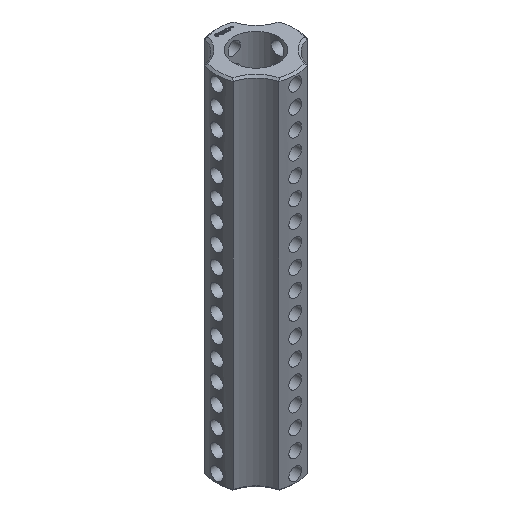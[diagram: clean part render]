
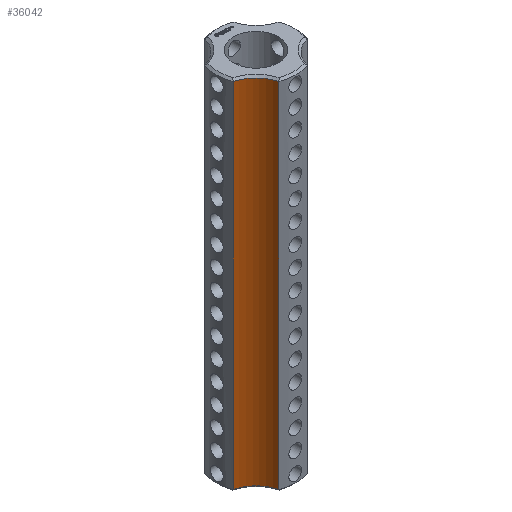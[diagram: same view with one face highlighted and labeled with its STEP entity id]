
A CAD part, isometric view. The second image highlights one B-rep face of the part: STEP entity #36042.
In plain terms, the highlighted cylindrical face has radius 5 mm (diameter 10 mm), a partial arc.
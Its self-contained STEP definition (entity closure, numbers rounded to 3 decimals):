
#3987 = CYLINDRICAL_SURFACE('',#3988,6.25);
#3988 = AXIS2_PLACEMENT_3D('',#3989,#3990,#3991);
#3989 = CARTESIAN_POINT('',(0.,0.,0.));
#3990 = DIRECTION('',(-0.,-0.,-1.));
#3991 = DIRECTION('',(1.,0.,0.));
#8940 = EDGE_CURVE('',#8941,#8943,#8945,.T.);
#8941 = VERTEX_POINT('',#8942);
#8942 = CARTESIAN_POINT('',(-2.225,-5.841,0.3));
#8943 = VERTEX_POINT('',#8944);
#8944 = CARTESIAN_POINT('',(-2.225,-5.841,55.95));
#8945 = SURFACE_CURVE('',#8946,(#8950,#8957),.PCURVE_S1.);
#8946 = LINE('',#8947,#8948);
#8947 = CARTESIAN_POINT('',(-2.225,-5.841,0.));
#8948 = VECTOR('',#8949,1.);
#8949 = DIRECTION('',(0.,0.,1.));
#8950 = PCURVE('',#3987,#8951);
#8951 = DEFINITIONAL_REPRESENTATION('',(#8952),#8956);
#8952 = LINE('',#8953,#8954);
#8953 = CARTESIAN_POINT('',(-4.348,0.));
#8954 = VECTOR('',#8955,1.);
#8955 = DIRECTION('',(-0.,-1.));
#8956 = ( GEOMETRIC_REPRESENTATION_CONTEXT(2) 
PARAMETRIC_REPRESENTATION_CONTEXT() REPRESENTATION_CONTEXT('2D SPACE',''
  ) );
#8957 = PCURVE('',#8958,#8963);
#8958 = CYLINDRICAL_SURFACE('',#8959,5.);
#8959 = AXIS2_PLACEMENT_3D('',#8960,#8961,#8962);
#8960 = CARTESIAN_POINT('',(-7.071,-7.071,0.));
#8961 = DIRECTION('',(-0.,-0.,-1.));
#8962 = DIRECTION('',(1.,0.,0.));
#8963 = DEFINITIONAL_REPRESENTATION('',(#8964),#8968);
#8964 = LINE('',#8965,#8966);
#8965 = CARTESIAN_POINT('',(-0.249,0.));
#8966 = VECTOR('',#8967,1.);
#8967 = DIRECTION('',(-0.,-1.));
#8968 = ( GEOMETRIC_REPRESENTATION_CONTEXT(2) 
PARAMETRIC_REPRESENTATION_CONTEXT() REPRESENTATION_CONTEXT('2D SPACE',''
  ) );
#12038 = CONICAL_SURFACE('',#12039,5.,0.785);
#12039 = AXIS2_PLACEMENT_3D('',#12040,#12041,#12042);
#12040 = CARTESIAN_POINT('',(-7.071,-7.071,0.3));
#12041 = DIRECTION('',(-0.,-0.,-1.));
#12042 = DIRECTION('',(0.969,0.246,0.));
#12240 = CONICAL_SURFACE('',#12241,5.,0.785);
#12241 = AXIS2_PLACEMENT_3D('',#12242,#12243,#12244);
#12242 = CARTESIAN_POINT('',(-7.071,-7.071,55.95));
#12243 = DIRECTION('',(0.,0.,1.));
#12244 = DIRECTION('',(0.969,0.246,0.));
#36042 = ADVANCED_FACE('',(#36043),#8958,.F.);
#36043 = FACE_BOUND('',#36044,.T.);
#36044 = EDGE_LOOP('',(#36045,#36046,#36070,#36098));
#36045 = ORIENTED_EDGE('',*,*,#8940,.T.);
#36046 = ORIENTED_EDGE('',*,*,#36047,.T.);
#36047 = EDGE_CURVE('',#8943,#36048,#36050,.T.);
#36048 = VERTEX_POINT('',#36049);
#36049 = CARTESIAN_POINT('',(-5.841,-2.225,55.95));
#36050 = SURFACE_CURVE('',#36051,(#36056,#36063),.PCURVE_S1.);
#36051 = CIRCLE('',#36052,5.);
#36052 = AXIS2_PLACEMENT_3D('',#36053,#36054,#36055);
#36053 = CARTESIAN_POINT('',(-7.071,-7.071,55.95));
#36054 = DIRECTION('',(0.,-0.,1.));
#36055 = DIRECTION('',(0.969,0.246,0.));
#36056 = PCURVE('',#8958,#36057);
#36057 = DEFINITIONAL_REPRESENTATION('',(#36058),#36062);
#36058 = LINE('',#36059,#36060);
#36059 = CARTESIAN_POINT('',(-0.249,-55.95));
#36060 = VECTOR('',#36061,1.);
#36061 = DIRECTION('',(-1.,0.));
#36062 = ( GEOMETRIC_REPRESENTATION_CONTEXT(2) 
PARAMETRIC_REPRESENTATION_CONTEXT() REPRESENTATION_CONTEXT('2D SPACE',''
  ) );
#36063 = PCURVE('',#12240,#36064);
#36064 = DEFINITIONAL_REPRESENTATION('',(#36065),#36069);
#36065 = LINE('',#36066,#36067);
#36066 = CARTESIAN_POINT('',(0.,0.));
#36067 = VECTOR('',#36068,1.);
#36068 = DIRECTION('',(1.,0.));
#36069 = ( GEOMETRIC_REPRESENTATION_CONTEXT(2) 
PARAMETRIC_REPRESENTATION_CONTEXT() REPRESENTATION_CONTEXT('2D SPACE',''
  ) );
#36070 = ORIENTED_EDGE('',*,*,#36071,.F.);
#36071 = EDGE_CURVE('',#36072,#36048,#36074,.T.);
#36072 = VERTEX_POINT('',#36073);
#36073 = CARTESIAN_POINT('',(-5.841,-2.225,0.3));
#36074 = SURFACE_CURVE('',#36075,(#36079,#36086),.PCURVE_S1.);
#36075 = LINE('',#36076,#36077);
#36076 = CARTESIAN_POINT('',(-5.841,-2.225,0.));
#36077 = VECTOR('',#36078,1.);
#36078 = DIRECTION('',(0.,0.,1.));
#36079 = PCURVE('',#8958,#36080);
#36080 = DEFINITIONAL_REPRESENTATION('',(#36081),#36085);
#36081 = LINE('',#36082,#36083);
#36082 = CARTESIAN_POINT('',(-1.322,0.));
#36083 = VECTOR('',#36084,1.);
#36084 = DIRECTION('',(-0.,-1.));
#36085 = ( GEOMETRIC_REPRESENTATION_CONTEXT(2) 
PARAMETRIC_REPRESENTATION_CONTEXT() REPRESENTATION_CONTEXT('2D SPACE',''
  ) );
#36086 = PCURVE('',#36087,#36092);
#36087 = CYLINDRICAL_SURFACE('',#36088,6.25);
#36088 = AXIS2_PLACEMENT_3D('',#36089,#36090,#36091);
#36089 = CARTESIAN_POINT('',(0.,0.,0.));
#36090 = DIRECTION('',(-0.,-0.,-1.));
#36091 = DIRECTION('',(1.,0.,0.));
#36092 = DEFINITIONAL_REPRESENTATION('',(#36093),#36097);
#36093 = LINE('',#36094,#36095);
#36094 = CARTESIAN_POINT('',(-3.506,0.));
#36095 = VECTOR('',#36096,1.);
#36096 = DIRECTION('',(-0.,-1.));
#36097 = ( GEOMETRIC_REPRESENTATION_CONTEXT(2) 
PARAMETRIC_REPRESENTATION_CONTEXT() REPRESENTATION_CONTEXT('2D SPACE',''
  ) );
#36098 = ORIENTED_EDGE('',*,*,#36099,.F.);
#36099 = EDGE_CURVE('',#8941,#36072,#36100,.T.);
#36100 = SURFACE_CURVE('',#36101,(#36106,#36113),.PCURVE_S1.);
#36101 = CIRCLE('',#36102,5.);
#36102 = AXIS2_PLACEMENT_3D('',#36103,#36104,#36105);
#36103 = CARTESIAN_POINT('',(-7.071,-7.071,0.3));
#36104 = DIRECTION('',(0.,-0.,1.));
#36105 = DIRECTION('',(0.969,0.246,0.));
#36106 = PCURVE('',#8958,#36107);
#36107 = DEFINITIONAL_REPRESENTATION('',(#36108),#36112);
#36108 = LINE('',#36109,#36110);
#36109 = CARTESIAN_POINT('',(-0.249,-0.3));
#36110 = VECTOR('',#36111,1.);
#36111 = DIRECTION('',(-1.,0.));
#36112 = ( GEOMETRIC_REPRESENTATION_CONTEXT(2) 
PARAMETRIC_REPRESENTATION_CONTEXT() REPRESENTATION_CONTEXT('2D SPACE',''
  ) );
#36113 = PCURVE('',#12038,#36114);
#36114 = DEFINITIONAL_REPRESENTATION('',(#36115),#36119);
#36115 = LINE('',#36116,#36117);
#36116 = CARTESIAN_POINT('',(-0.,0.));
#36117 = VECTOR('',#36118,1.);
#36118 = DIRECTION('',(-1.,0.));
#36119 = ( GEOMETRIC_REPRESENTATION_CONTEXT(2) 
PARAMETRIC_REPRESENTATION_CONTEXT() REPRESENTATION_CONTEXT('2D SPACE',''
  ) );
